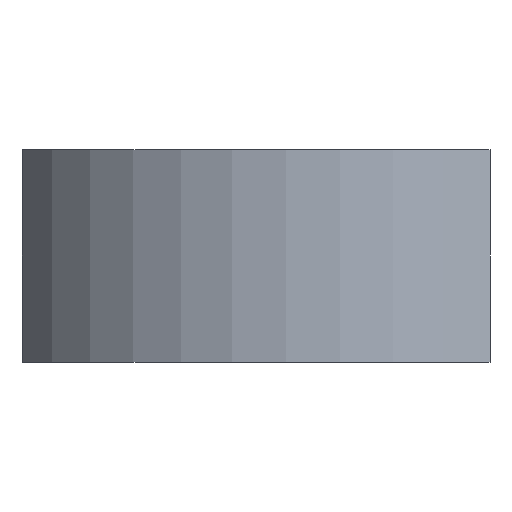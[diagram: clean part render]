
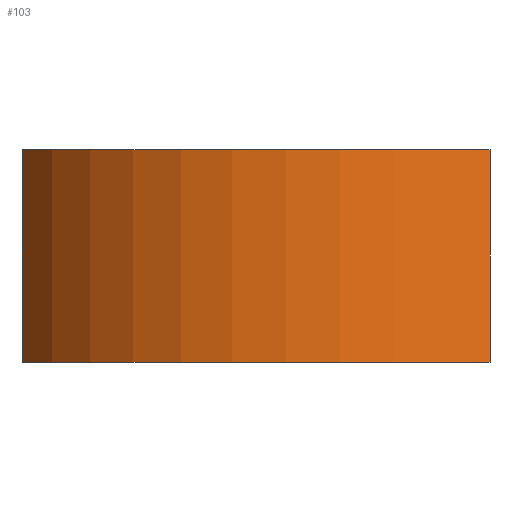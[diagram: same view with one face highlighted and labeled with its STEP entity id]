
A CAD part, left-side view. The second image highlights one B-rep face of the part: STEP entity #103.
In plain terms, the highlighted cylindrical face has radius 23 mm (diameter 46 mm), a partial arc.
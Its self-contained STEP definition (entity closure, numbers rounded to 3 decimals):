
#103 = ADVANCED_FACE( '', ( #222 ), #223, .T. );
#222 = FACE_OUTER_BOUND( '', #337, .T. );
#223 = CYLINDRICAL_SURFACE( '', #338, 23. );
#337 = EDGE_LOOP( '', ( #542, #543, #544, #545 ) );
#338 = AXIS2_PLACEMENT_3D( '', #546, #547, #548 );
#542 = ORIENTED_EDGE( '', *, *, #625, .T. );
#543 = ORIENTED_EDGE( '', *, *, #620, .F. );
#544 = ORIENTED_EDGE( '', *, *, #641, .F. );
#545 = ORIENTED_EDGE( '', *, *, #630, .T. );
#546 = CARTESIAN_POINT( '', ( 0., 0., 7.5 ) );
#547 = DIRECTION( '', ( 0., 0., 1. ) );
#548 = DIRECTION( '', ( -1., 0., 0. ) );
#620 = EDGE_CURVE( '', #729, #724, #731, .T. );
#625 = EDGE_CURVE( '', #736, #724, #739, .T. );
#630 = EDGE_CURVE( '', #745, #736, #746, .T. );
#641 = EDGE_CURVE( '', #745, #729, #761, .T. );
#724 = VERTEX_POINT( '', #918 );
#729 = VERTEX_POINT( '', #925 );
#731 = LINE( '', #928, #929 );
#736 = VERTEX_POINT( '', #934 );
#739 = CIRCLE( '', #938, 23. );
#745 = VERTEX_POINT( '', #944 );
#746 = LINE( '', #945, #946 );
#761 = CIRCLE( '', #965, 23. );
#918 = CARTESIAN_POINT( '', ( -18.974, -13., -7.5 ) );
#925 = CARTESIAN_POINT( '', ( -18.974, -13., 7.5 ) );
#928 = CARTESIAN_POINT( '', ( -18.974, -13., 7.5 ) );
#929 = VECTOR( '', #1038, 1000. );
#934 = CARTESIAN_POINT( '', ( -11.358, 20., -7.5 ) );
#938 = AXIS2_PLACEMENT_3D( '', #1046, #1047, #1048 );
#944 = CARTESIAN_POINT( '', ( -11.358, 20., 7.5 ) );
#945 = CARTESIAN_POINT( '', ( -11.358, 20., 7.5 ) );
#946 = VECTOR( '', #1052, 1000. );
#965 = AXIS2_PLACEMENT_3D( '', #1066, #1067, #1068 );
#1038 = DIRECTION( '', ( 0., 0., -1. ) );
#1046 = CARTESIAN_POINT( '', ( 0., 0., -7.5 ) );
#1047 = DIRECTION( '', ( 0., 0., 1. ) );
#1048 = DIRECTION( '', ( 1., 0., 0. ) );
#1052 = DIRECTION( '', ( 0., 0., -1. ) );
#1066 = CARTESIAN_POINT( '', ( 0., 0., 7.5 ) );
#1067 = DIRECTION( '', ( 0., 0., 1. ) );
#1068 = DIRECTION( '', ( 1., 0., 0. ) );
